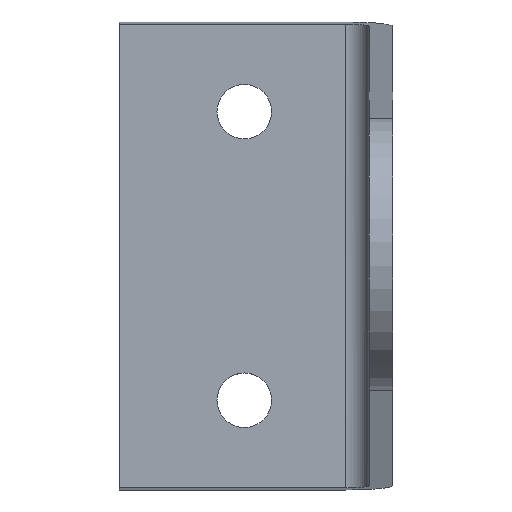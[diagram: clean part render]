
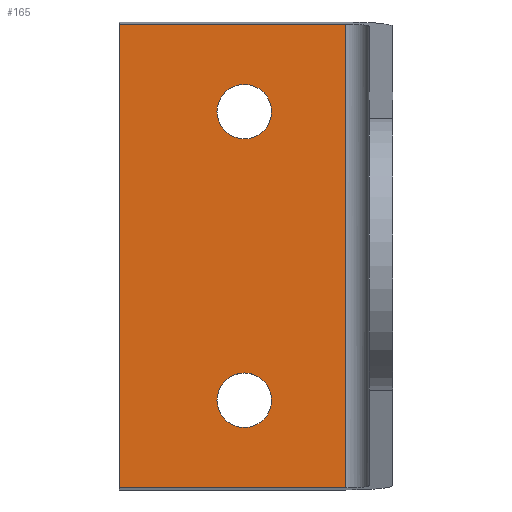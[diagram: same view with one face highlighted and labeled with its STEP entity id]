
A CAD part, top view. The second image highlights one B-rep face of the part: STEP entity #165.
In plain terms, the highlighted planar face has unit normal (0, 0, 1).
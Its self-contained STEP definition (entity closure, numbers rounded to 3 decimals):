
#19=FACE_BOUND('',#59,.F.);
#20=FACE_BOUND('',#60,.F.);
#27=PLANE('',#377);
#43=FACE_OUTER_BOUND('',#61,.F.);
#59=EDGE_LOOP('',(#122,#123));
#60=EDGE_LOOP('',(#124,#125));
#61=EDGE_LOOP('',(#126,#127,#128,#129));
#122=ORIENTED_EDGE('',*,*,#280,.T.);
#123=ORIENTED_EDGE('',*,*,#279,.T.);
#124=ORIENTED_EDGE('',*,*,#282,.T.);
#125=ORIENTED_EDGE('',*,*,#281,.T.);
#126=ORIENTED_EDGE('',*,*,#274,.T.);
#127=ORIENTED_EDGE('',*,*,#276,.T.);
#128=ORIENTED_EDGE('',*,*,#277,.F.);
#129=ORIENTED_EDGE('',*,*,#278,.T.);
#165=ADVANCED_FACE('',(#19,#20,#43),#27,.T.);
#202=LINE('',#527,#226);
#204=LINE('',#529,#228);
#205=LINE('',#530,#229);
#206=LINE('',#531,#230);
#226=VECTOR('',#419,59.437);
#228=VECTOR('',#421,29.);
#229=VECTOR('',#422,59.437);
#230=VECTOR('',#423,29.);
#249=CIRCLE('',#362,3.5);
#250=CIRCLE('',#363,3.5);
#251=CIRCLE('',#364,3.5);
#252=CIRCLE('',#365,3.5);
#274=EDGE_CURVE('',#301,#302,#202,.T.);
#276=EDGE_CURVE('',#302,#300,#204,.T.);
#277=EDGE_CURVE('',#299,#300,#205,.T.);
#278=EDGE_CURVE('',#299,#301,#206,.T.);
#279=EDGE_CURVE('',#298,#297,#249,.T.);
#280=EDGE_CURVE('',#297,#298,#250,.T.);
#281=EDGE_CURVE('',#296,#295,#251,.T.);
#282=EDGE_CURVE('',#295,#296,#252,.T.);
#295=VERTEX_POINT('',#478);
#296=VERTEX_POINT('',#479);
#297=VERTEX_POINT('',#480);
#298=VERTEX_POINT('',#481);
#299=VERTEX_POINT('',#482);
#300=VERTEX_POINT('',#483);
#301=VERTEX_POINT('',#484);
#302=VERTEX_POINT('',#485);
#362=AXIS2_PLACEMENT_3D('',#532,#424,#425);
#363=AXIS2_PLACEMENT_3D('',#533,#426,#427);
#364=AXIS2_PLACEMENT_3D('',#534,#428,#429);
#365=AXIS2_PLACEMENT_3D('',#535,#430,#431);
#377=AXIS2_PLACEMENT_3D('',#593,#462,#463);
#419=DIRECTION('',(0.,1.,0.));
#421=DIRECTION('',(1.,0.,0.));
#422=DIRECTION('',(0.,1.,0.));
#423=DIRECTION('',(-1.,0.,0.));
#424=DIRECTION('',(0.,0.,1.));
#425=DIRECTION('',(0.,-1.,0.));
#426=DIRECTION('',(0.,0.,1.));
#427=DIRECTION('',(1.,0.,0.));
#428=DIRECTION('',(0.,0.,1.));
#429=DIRECTION('',(0.,-1.,0.));
#430=DIRECTION('',(0.,0.,1.));
#431=DIRECTION('',(1.,0.,0.));
#462=DIRECTION('',(0.,0.,1.));
#463=DIRECTION('',(1.,0.,0.));
#478=CARTESIAN_POINT('',(-15.5,-18.5,3.));
#479=CARTESIAN_POINT('',(-19.,-22.,3.));
#480=CARTESIAN_POINT('',(-15.5,18.5,3.));
#481=CARTESIAN_POINT('',(-19.,15.,3.));
#482=CARTESIAN_POINT('',(-6.,-29.719,3.));
#483=CARTESIAN_POINT('',(-6.,29.719,3.));
#484=CARTESIAN_POINT('',(-35.,-29.719,3.));
#485=CARTESIAN_POINT('',(-35.,29.719,3.));
#527=CARTESIAN_POINT('',(-35.,-29.719,3.));
#529=CARTESIAN_POINT('',(-35.,29.719,3.));
#530=CARTESIAN_POINT('',(-6.,-29.719,3.));
#531=CARTESIAN_POINT('',(-6.,-29.719,3.));
#532=CARTESIAN_POINT('',(-19.,18.5,3.));
#533=CARTESIAN_POINT('',(-19.,18.5,3.));
#534=CARTESIAN_POINT('',(-19.,-18.5,3.));
#535=CARTESIAN_POINT('',(-19.,-18.5,3.));
#593=CARTESIAN_POINT('',(-37.972,-32.691,3.));
